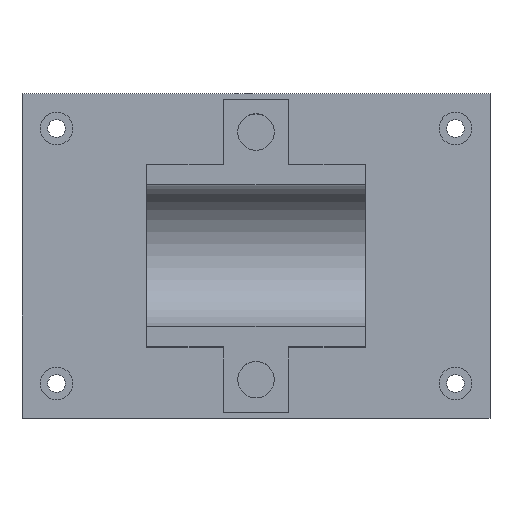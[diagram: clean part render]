
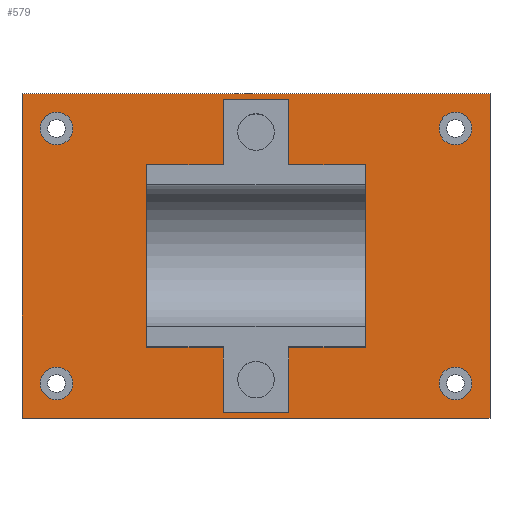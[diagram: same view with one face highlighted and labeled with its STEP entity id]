
A CAD part, top view. The second image highlights one B-rep face of the part: STEP entity #579.
In plain terms, the highlighted planar face has unit normal (0, 0, 1).
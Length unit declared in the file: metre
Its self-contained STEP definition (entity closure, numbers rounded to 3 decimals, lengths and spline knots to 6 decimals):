
#25=LINE('',#867,#77);
#35=LINE('',#897,#87);
#36=LINE('',#900,#88);
#37=LINE('',#902,#89);
#38=LINE('',#904,#90);
#39=LINE('',#905,#91);
#40=LINE('',#908,#92);
#41=LINE('',#909,#93);
#42=LINE('',#911,#94);
#43=LINE('',#913,#95);
#44=LINE('',#915,#96);
#45=LINE('',#917,#97);
#46=LINE('',#919,#98);
#47=LINE('',#921,#99);
#48=LINE('',#923,#100);
#49=LINE('',#925,#101);
#77=VECTOR('',#694,1.);
#87=VECTOR('',#718,1.);
#88=VECTOR('',#719,1.);
#89=VECTOR('',#720,1.);
#90=VECTOR('',#721,1.);
#91=VECTOR('',#722,1.);
#92=VECTOR('',#723,1.);
#93=VECTOR('',#724,1.);
#94=VECTOR('',#725,1.);
#95=VECTOR('',#726,1.);
#96=VECTOR('',#727,1.);
#97=VECTOR('',#728,1.);
#98=VECTOR('',#729,1.);
#99=VECTOR('',#730,1.);
#100=VECTOR('',#731,1.);
#101=VECTOR('',#732,1.);
#142=ORIENTED_EDGE('',*,*,#289,.F.);
#143=ORIENTED_EDGE('',*,*,#290,.F.);
#144=ORIENTED_EDGE('',*,*,#291,.F.);
#145=ORIENTED_EDGE('',*,*,#292,.F.);
#146=ORIENTED_EDGE('',*,*,#293,.F.);
#147=ORIENTED_EDGE('',*,*,#294,.T.);
#148=ORIENTED_EDGE('',*,*,#295,.T.);
#149=ORIENTED_EDGE('',*,*,#296,.F.);
#150=ORIENTED_EDGE('',*,*,#297,.F.);
#151=ORIENTED_EDGE('',*,*,#298,.T.);
#152=ORIENTED_EDGE('',*,*,#278,.F.);
#153=ORIENTED_EDGE('',*,*,#299,.F.);
#154=ORIENTED_EDGE('',*,*,#300,.F.);
#155=ORIENTED_EDGE('',*,*,#301,.F.);
#156=ORIENTED_EDGE('',*,*,#302,.T.);
#157=ORIENTED_EDGE('',*,*,#303,.F.);
#158=ORIENTED_EDGE('',*,*,#304,.T.);
#159=ORIENTED_EDGE('',*,*,#305,.T.);
#160=ORIENTED_EDGE('',*,*,#306,.T.);
#161=ORIENTED_EDGE('',*,*,#307,.T.);
#278=EDGE_CURVE('',#352,#353,#25,.T.);
#289=EDGE_CURVE('',#362,#362,#407,.T.);
#290=EDGE_CURVE('',#363,#363,#408,.T.);
#291=EDGE_CURVE('',#364,#364,#409,.T.);
#292=EDGE_CURVE('',#365,#365,#410,.T.);
#293=EDGE_CURVE('',#366,#367,#35,.T.);
#294=EDGE_CURVE('',#366,#368,#36,.T.);
#295=EDGE_CURVE('',#368,#369,#37,.T.);
#296=EDGE_CURVE('',#367,#369,#38,.T.);
#297=EDGE_CURVE('',#370,#371,#39,.T.);
#298=EDGE_CURVE('',#370,#353,#40,.T.);
#299=EDGE_CURVE('',#372,#352,#41,.T.);
#300=EDGE_CURVE('',#373,#372,#42,.T.);
#301=EDGE_CURVE('',#374,#373,#43,.T.);
#302=EDGE_CURVE('',#374,#375,#44,.T.);
#303=EDGE_CURVE('',#376,#375,#45,.T.);
#304=EDGE_CURVE('',#376,#377,#46,.T.);
#305=EDGE_CURVE('',#377,#378,#47,.T.);
#306=EDGE_CURVE('',#378,#379,#48,.T.);
#307=EDGE_CURVE('',#379,#371,#49,.T.);
#352=VERTEX_POINT('',#866);
#353=VERTEX_POINT('',#868);
#362=VERTEX_POINT('',#890);
#363=VERTEX_POINT('',#892);
#364=VERTEX_POINT('',#894);
#365=VERTEX_POINT('',#896);
#366=VERTEX_POINT('',#898);
#367=VERTEX_POINT('',#899);
#368=VERTEX_POINT('',#901);
#369=VERTEX_POINT('',#903);
#370=VERTEX_POINT('',#906);
#371=VERTEX_POINT('',#907);
#372=VERTEX_POINT('',#910);
#373=VERTEX_POINT('',#912);
#374=VERTEX_POINT('',#914);
#375=VERTEX_POINT('',#916);
#376=VERTEX_POINT('',#918);
#377=VERTEX_POINT('',#920);
#378=VERTEX_POINT('',#922);
#379=VERTEX_POINT('',#924);
#407=CIRCLE('',#632,0.00225);
#408=CIRCLE('',#633,0.00225);
#409=CIRCLE('',#634,0.00225);
#410=CIRCLE('',#635,0.00225);
#430=EDGE_LOOP('',(#142));
#431=EDGE_LOOP('',(#143));
#432=EDGE_LOOP('',(#144));
#433=EDGE_LOOP('',(#145));
#434=EDGE_LOOP('',(#146,#147,#148,#149));
#435=EDGE_LOOP('',(#150,#151,#152,#153,#154,#155,#156,#157,#158,#159,#160,
#161));
#492=FACE_BOUND('',#430,.T.);
#493=FACE_BOUND('',#431,.T.);
#494=FACE_BOUND('',#432,.T.);
#495=FACE_BOUND('',#433,.T.);
#496=FACE_BOUND('',#434,.T.);
#497=FACE_BOUND('',#435,.T.);
#553=PLANE('',#631);
#579=ADVANCED_FACE('',(#492,#493,#494,#495,#496,#497),#553,.T.);
#631=AXIS2_PLACEMENT_3D('',#888,#708,#709);
#632=AXIS2_PLACEMENT_3D('',#889,#710,#711);
#633=AXIS2_PLACEMENT_3D('',#891,#712,#713);
#634=AXIS2_PLACEMENT_3D('',#893,#714,#715);
#635=AXIS2_PLACEMENT_3D('',#895,#716,#717);
#694=DIRECTION('',(0.,-1.,0.));
#708=DIRECTION('',(0.,0.,1.));
#709=DIRECTION('',(1.,0.,0.));
#710=DIRECTION('',(0.,0.,1.));
#711=DIRECTION('',(1.,0.,0.));
#712=DIRECTION('',(0.,0.,1.));
#713=DIRECTION('',(1.,0.,0.));
#714=DIRECTION('',(0.,0.,1.));
#715=DIRECTION('',(1.,0.,0.));
#716=DIRECTION('',(0.,0.,1.));
#717=DIRECTION('',(1.,0.,0.));
#718=DIRECTION('',(0.,1.,0.));
#719=DIRECTION('',(1.,0.,0.));
#720=DIRECTION('',(0.,1.,0.));
#721=DIRECTION('',(1.,0.,0.));
#722=DIRECTION('',(0.,-1.,0.));
#723=DIRECTION('',(-1.,0.,0.));
#724=DIRECTION('',(-1.,0.,0.));
#725=DIRECTION('',(0.,-1.,0.));
#726=DIRECTION('',(-1.,0.,0.));
#727=DIRECTION('',(0.,-1.,0.));
#728=DIRECTION('',(-1.,0.,0.));
#729=DIRECTION('',(0.,-1.,0.));
#730=DIRECTION('',(-1.,0.,0.));
#731=DIRECTION('',(0.,-1.,0.));
#732=DIRECTION('',(-1.,0.,0.));
#866=CARTESIAN_POINT('',(0.017125,0.03475,0.004));
#867=CARTESIAN_POINT('',(0.017125,0.02225,0.004));
#868=CARTESIAN_POINT('',(0.017125,0.00975,0.004));
#888=CARTESIAN_POINT('',(0.032125,0.02225,0.004));
#889=CARTESIAN_POINT('',(0.00475,0.00475,0.004));
#890=CARTESIAN_POINT('',(0.007,0.00475,0.004));
#891=CARTESIAN_POINT('',(0.0595,0.00475,0.004));
#892=CARTESIAN_POINT('',(0.06175,0.00475,0.004));
#893=CARTESIAN_POINT('',(0.0595,0.03975,0.004));
#894=CARTESIAN_POINT('',(0.06175,0.03975,0.004));
#895=CARTESIAN_POINT('',(0.00475,0.03975,0.004));
#896=CARTESIAN_POINT('',(0.007,0.03975,0.004));
#897=CARTESIAN_POINT('',(0.,0.02225,0.004));
#898=CARTESIAN_POINT('',(0.,0.,0.004));
#899=CARTESIAN_POINT('',(0.,0.0445,0.004));
#900=CARTESIAN_POINT('',(0.032125,0.,0.004));
#901=CARTESIAN_POINT('',(0.06425,0.,0.004));
#902=CARTESIAN_POINT('',(0.06425,0.02225,0.004));
#903=CARTESIAN_POINT('',(0.06425,0.0445,0.004));
#904=CARTESIAN_POINT('',(0.032125,0.0445,0.004));
#905=CARTESIAN_POINT('',(0.027625,0.00525,0.004));
#906=CARTESIAN_POINT('',(0.027625,0.00975,0.004));
#907=CARTESIAN_POINT('',(0.027625,0.00075,0.004));
#908=CARTESIAN_POINT('',(0.022375,0.00975,0.004));
#909=CARTESIAN_POINT('',(0.022375,0.03475,0.004));
#910=CARTESIAN_POINT('',(0.027625,0.03475,0.004));
#911=CARTESIAN_POINT('',(0.027625,0.03925,0.004));
#912=CARTESIAN_POINT('',(0.027625,0.04375,0.004));
#913=CARTESIAN_POINT('',(0.032125,0.04375,0.004));
#914=CARTESIAN_POINT('',(0.036625,0.04375,0.004));
#915=CARTESIAN_POINT('',(0.036625,0.03925,0.004));
#916=CARTESIAN_POINT('',(0.036625,0.03475,0.004));
#917=CARTESIAN_POINT('',(0.041875,0.03475,0.004));
#918=CARTESIAN_POINT('',(0.047125,0.03475,0.004));
#919=CARTESIAN_POINT('',(0.047125,0.02225,0.004));
#920=CARTESIAN_POINT('',(0.047125,0.00975,0.004));
#921=CARTESIAN_POINT('',(0.041875,0.00975,0.004));
#922=CARTESIAN_POINT('',(0.036625,0.00975,0.004));
#923=CARTESIAN_POINT('',(0.036625,0.00525,0.004));
#924=CARTESIAN_POINT('',(0.036625,0.00075,0.004));
#925=CARTESIAN_POINT('',(0.032125,0.00075,0.004));
